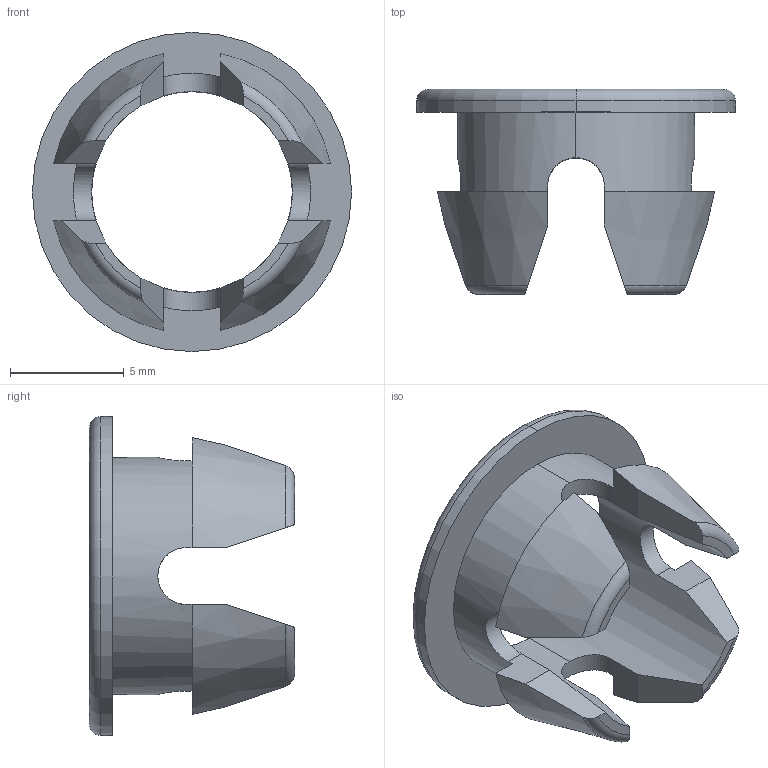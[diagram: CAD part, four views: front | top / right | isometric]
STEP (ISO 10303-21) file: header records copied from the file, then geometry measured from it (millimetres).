
FILE_DESCRIPTION (( 'STEP AP203' ), '1' );
FILE_NAME ('AC-25-RG-2.STEP', '2006-06-08T02:20:51', ( ' ' ), ( ' ' ), 'SwSTEP 2.0', 'SolidWorks 2005204', '' );
FILE_SCHEMA (( 'CONFIG_CONTROL_DESIGN' ));
Length unit declared in the file: millimetre
Products named in the file (1): AC-25-RG-2
Bounding box: 14 x 9 x 14 mm (x, y, z)
Volume: 272.9 mm3; surface area: 701.2 mm2
Topology: 1 solids, 1 shells, 296 faces, 815 edges, 542 vertices
Faces by surface type: plane 178, bspline 86, cylinder 20, cone 6, torus 6
Entity records: 13738 total; most frequent: CARTESIAN_POINT 6756, ORIENTED_EDGE 1630, DIRECTION 1075, EDGE_CURVE 815, VECTOR 545, LINE 545, VERTEX_POINT 542, EDGE_LOOP 319
